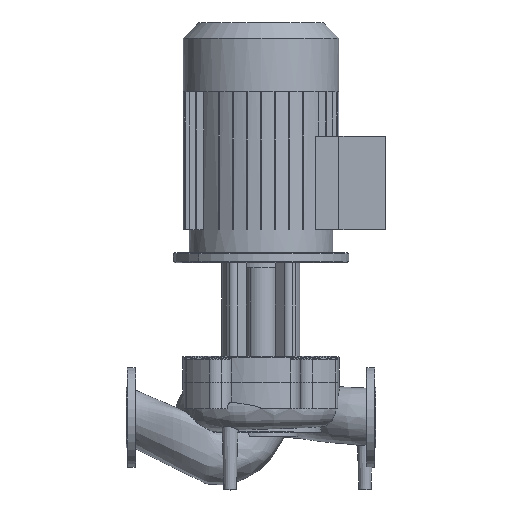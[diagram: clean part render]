
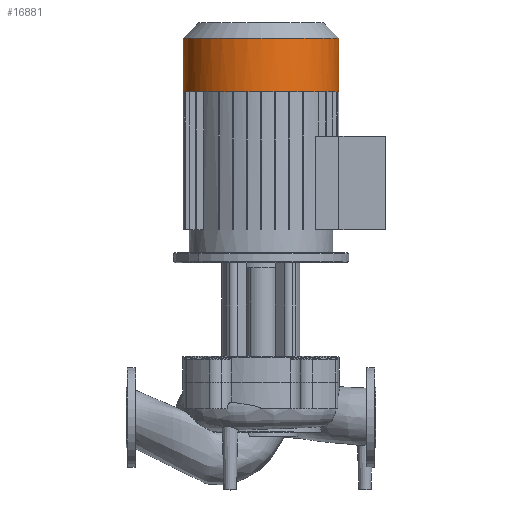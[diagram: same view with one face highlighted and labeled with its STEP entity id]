
A CAD part, top view. The second image highlights one B-rep face of the part: STEP entity #16881.
In plain terms, the highlighted cylindrical face has radius 156 mm (diameter 312 mm), a partial arc.
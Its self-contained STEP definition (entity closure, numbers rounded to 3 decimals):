
#12487=CARTESIAN_POINT('',(426.0,652.0,0.0));
#12488=VERTEX_POINT('',#12487);
#12489=CARTESIAN_POINT('',(426.0,758.8,0.0));
#12490=VERTEX_POINT('',#12489);
#12491=CARTESIAN_POINT('',(426.0,652.0,0.0));
#12492=DIRECTION('',(0.0,1.0,0.0));
#12493=VECTOR('',#12492,106.8);
#12494=LINE('',#12491,#12493);
#12495=EDGE_CURVE('',#12488,#12490,#12494,.T.);
#12497=CARTESIAN_POINT('',(114.0,652.0,0.));
#12498=VERTEX_POINT('',#12497);
#12506=CARTESIAN_POINT('',(114.0,758.8,0.));
#12507=VERTEX_POINT('',#12506);
#12508=CARTESIAN_POINT('',(114.0,652.0,0.));
#12509=DIRECTION('',(0.0,1.0,0.0));
#12510=VECTOR('',#12509,106.8);
#12511=LINE('',#12508,#12510);
#12512=EDGE_CURVE('',#12498,#12507,#12511,.T.);
#15430=CARTESIAN_POINT('',(270.0,652.0,0.0));
#15431=DIRECTION('',(0.0,1.0,0.0));
#15432=DIRECTION('',(1.0,0.0,0.0));
#15433=AXIS2_PLACEMENT_3D('',#15430,#15431,#15432);
#15434=CIRCLE('',#15433,156.0);
#15435=EDGE_CURVE('',#12498,#12488,#15434,.T.);
#16860=CARTESIAN_POINT('',(270.0,758.8,0.0));
#16861=DIRECTION('',(0.0,1.0,0.0));
#16862=DIRECTION('',(1.0,0.0,0.0));
#16863=AXIS2_PLACEMENT_3D('',#16860,#16861,#16862);
#16864=CIRCLE('',#16863,156.0);
#16865=EDGE_CURVE('',#12507,#12490,#16864,.T.);
#16870=CARTESIAN_POINT('',(270.0,790.0,0.0));
#16871=DIRECTION('',(0.0,-1.0,0.0));
#16872=DIRECTION('',(1.0,0.0,0.0));
#16873=AXIS2_PLACEMENT_3D('',#16870,#16871,#16872);
#16874=CYLINDRICAL_SURFACE('',#16873,156.0);
#16875=ORIENTED_EDGE('',*,*,#12495,.T.);
#16876=ORIENTED_EDGE('',*,*,#16865,.F.);
#16877=ORIENTED_EDGE('',*,*,#12512,.F.);
#16878=ORIENTED_EDGE('',*,*,#15435,.T.);
#16879=EDGE_LOOP('',(#16875,#16876,#16877,#16878));
#16880=FACE_OUTER_BOUND('',#16879,.T.);
#16881=ADVANCED_FACE('',(#16880),#16874,.T.);
